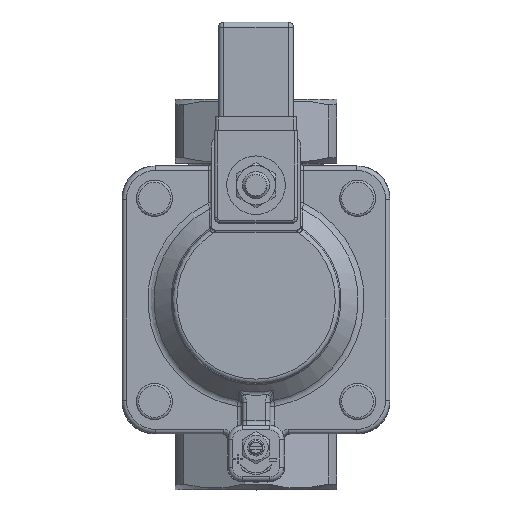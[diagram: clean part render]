
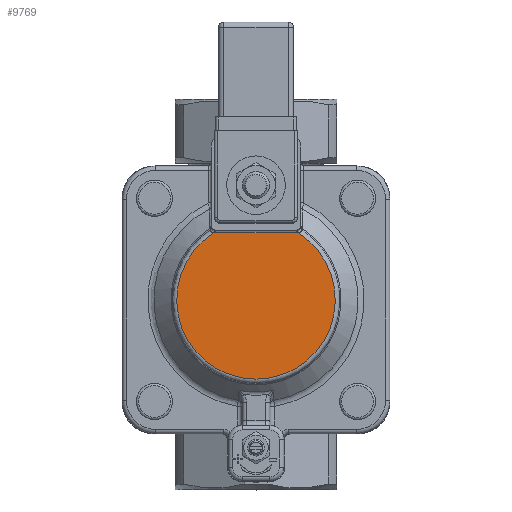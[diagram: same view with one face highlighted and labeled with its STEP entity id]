
A CAD part, top view. The second image highlights one B-rep face of the part: STEP entity #9769.
In plain terms, the highlighted planar face has unit normal (0, 0, 1).
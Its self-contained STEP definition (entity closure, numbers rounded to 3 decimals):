
#927=LINE('',#22327,#1533);
#1533=VECTOR('',#13053,28.8);
#1944=PLANE('',#10728);
#2722=FACE_OUTER_BOUND('',#3387,.T.);
#3387=EDGE_LOOP('',(#8585,#8586,#8587,#8588));
#3882=CIRCLE('',#10729,2.6);
#3883=CIRCLE('',#10730,28.4);
#3884=CIRCLE('',#10731,2.6);
#4725=VERTEX_POINT('',#22320);
#4726=VERTEX_POINT('',#22321);
#4727=VERTEX_POINT('',#22323);
#4728=VERTEX_POINT('',#22325);
#6052=EDGE_CURVE('',#4725,#4726,#3882,.T.);
#6053=EDGE_CURVE('',#4725,#4727,#3883,.T.);
#6054=EDGE_CURVE('',#4728,#4727,#3884,.T.);
#6055=EDGE_CURVE('',#4726,#4728,#927,.T.);
#8585=ORIENTED_EDGE('',*,*,#6052,.F.);
#8586=ORIENTED_EDGE('',*,*,#6053,.T.);
#8587=ORIENTED_EDGE('',*,*,#6054,.F.);
#8588=ORIENTED_EDGE('',*,*,#6055,.F.);
#9769=ADVANCED_FACE('',(#2722),#1944,.T.);
#10728=AXIS2_PLACEMENT_3D('',#22319,#13045,#13046);
#10729=AXIS2_PLACEMENT_3D('',#22322,#13047,#13048);
#10730=AXIS2_PLACEMENT_3D('',#22324,#13049,#13050);
#10731=AXIS2_PLACEMENT_3D('',#22326,#13051,#13052);
#13045=DIRECTION('center_axis',(0.,0.,
1.));
#13046=DIRECTION('ref_axis',(0.,1.,0.));
#13047=DIRECTION('center_axis',(0.,0.,
1.));
#13048=DIRECTION('ref_axis',(0.,-1.,0.));
#13049=DIRECTION('center_axis',(0.,0.,
1.));
#13050=DIRECTION('ref_axis',(1.,0.,0.));
#13051=DIRECTION('center_axis',(0.,0.,
1.));
#13052=DIRECTION('ref_axis',(-0.501,-0.866,0.));
#13053=DIRECTION('',(1.,0.,0.));
#22319=CARTESIAN_POINT('Origin',(14.2,-72.,53.585));
#22320=CARTESIAN_POINT('',(-15.052,-47.917,53.585));
#22321=CARTESIAN_POINT('',(-14.4,-48.,53.585));
#22322=CARTESIAN_POINT('Origin',(-14.4,-45.4,53.585));
#22323=CARTESIAN_POINT('',(15.052,-47.917,53.585));
#22324=CARTESIAN_POINT('Origin',(0.,-72.,53.585));
#22325=CARTESIAN_POINT('',(14.4,-48.,53.585));
#22326=CARTESIAN_POINT('Origin',(14.4,-45.4,53.585));
#22327=CARTESIAN_POINT('',(7.1,-48.,53.585));
